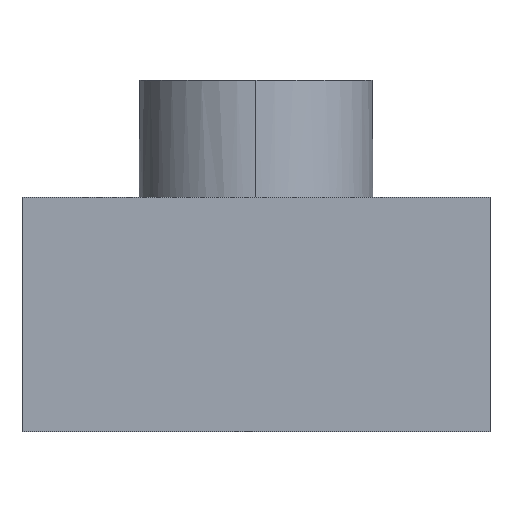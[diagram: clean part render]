
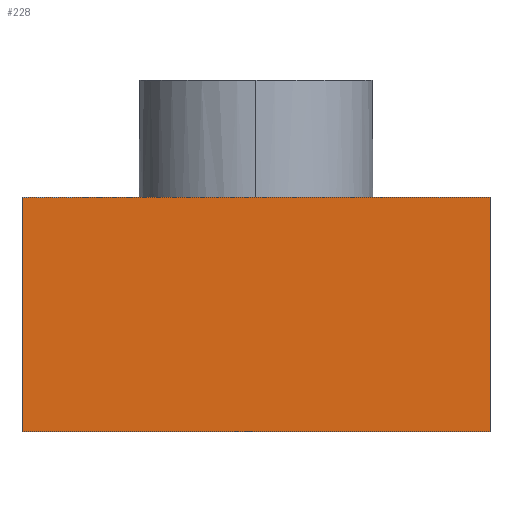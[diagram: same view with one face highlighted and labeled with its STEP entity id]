
A CAD part, left-side view. The second image highlights one B-rep face of the part: STEP entity #228.
In plain terms, the highlighted planar face has unit normal (-1, 0, 0).
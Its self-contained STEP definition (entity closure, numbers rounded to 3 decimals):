
#1=CARTESIAN_POINT('POINT1',(-40.,40.,-20.));
#2=VERTEX_POINT('VERTEX1',#1);
#19=CARTESIAN_POINT('POINT4',(-40.,-40.,-20.));
#20=VERTEX_POINT('VERTEX4',#19);
#27=CARTESIAN_POINT('POS4',(-40.,0.,-20.));
#28=DIRECTION('DIR4',(0.,1.,0.));
#29=VECTOR('VEC4',#28,1.);
#30=LINE('STRAIGHT4',#27,#29);
#31=EDGE_CURVE('EDGE4',#20,#2,#30,.T.);
#198=CARTESIAN_POINT('POINT21',(-40.,40.,20.));
#199=VERTEX_POINT('VERTEX21',#198);
#200=CARTESIAN_POINT('POS24',(-40.,40.,0.));
#201=DIRECTION('DIR28',(0.,0.,-1.));
#202=VECTOR('VEC20',#201,1.);
#203=LINE('STRAIGHT20',#200,#202);
#204=EDGE_CURVE('EDGE23',#199,#2,#203,.T.);
#205=ORIENTED_EDGE('COEDGE25',*,*,#204,.T.);
#206=ORIENTED_EDGE('COEDGE26',*,*,#31,.F.);
#207=CARTESIAN_POINT('POINT22',(-40.,-40.,20.));
#208=VERTEX_POINT('VERTEX22',#207);
#209=CARTESIAN_POINT('POS25',(-40.,-40.,0.));
#210=DIRECTION('DIR29',(0.,0.,-1.));
#211=VECTOR('VEC21',#210,1.);
#212=LINE('STRAIGHT21',#209,#211);
#213=EDGE_CURVE('EDGE24',#208,#20,#212,.T.);
#214=ORIENTED_EDGE('COEDGE27',*,*,#213,.F.);
#215=CARTESIAN_POINT('POS26',(-40.,0.,20.));
#216=DIRECTION('DIR30',(0.,-1.,0.));
#217=VECTOR('VEC22',#216,1.);
#218=LINE('STRAIGHT22',#215,#217);
#219=EDGE_CURVE('EDGE25',#199,#208,#218,.T.);
#220=ORIENTED_EDGE('COEDGE28',*,*,#219,.F.);
#221=EDGE_LOOP('NONE',(#205,#206,#214,#220));
#222=FACE_BOUND('LOOP1',#221,.T.);
#223=CARTESIAN_POINT('POS27',(-40.,0.,0.));
#224=DIRECTION('DIR31',(1.,0.,0.));
#225=DIRECTION('DIR32',(0.,1.,0.));
#226=AXIS2_PLACEMENT_3D('AXIS5',#223,#224,#225);
#227=PLANE('PLANE5',#226);
#228=ADVANCED_FACE('FACE6',(#222),#227,.F.);
